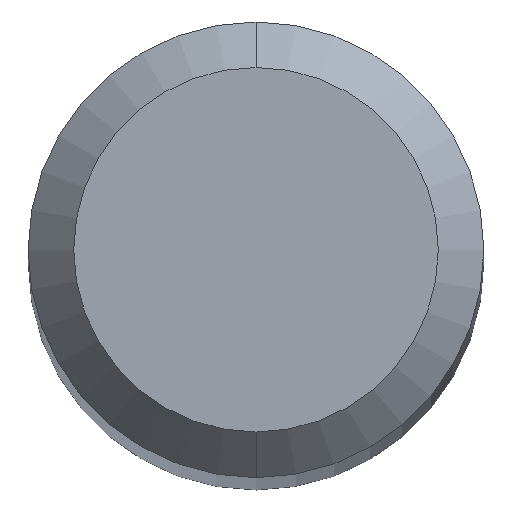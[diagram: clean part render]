
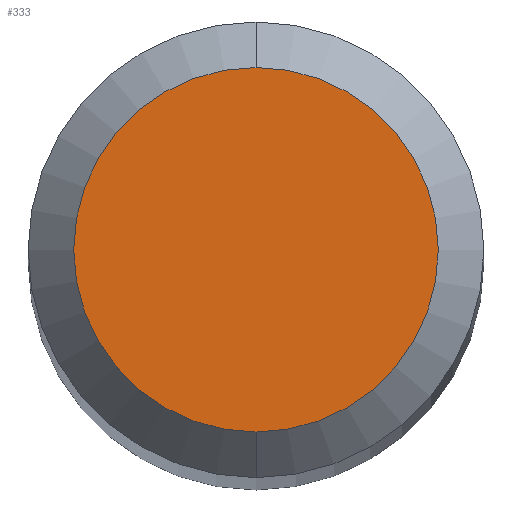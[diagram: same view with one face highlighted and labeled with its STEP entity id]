
A CAD part, top view. The second image highlights one B-rep face of the part: STEP entity #333.
In plain terms, the highlighted planar face has unit normal (0, 0, 1).
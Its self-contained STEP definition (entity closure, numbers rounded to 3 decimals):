
#181=EDGE_CURVE('',#219,#337,#488,.T.);
#199=EDGE_CURVE('',#337,#219,#507,.T.);
#219=VERTEX_POINT('',#529);
#333=ADVANCED_FACE('',(#655),#656,.T.);
#337=VERTEX_POINT('',#660);
#488=CIRCLE('',#822,1.2);
#507=CIRCLE('',#861,1.2);
#529=CARTESIAN_POINT('',(0.,-1.2,0.0));
#655=FACE_OUTER_BOUND('',#1191,.T.);
#656=PLANE('',#1192);
#660=CARTESIAN_POINT('',(0.0,1.2,0.0));
#822=AXIS2_PLACEMENT_3D('',#1447,#1448,#1449);
#861=AXIS2_PLACEMENT_3D('',#1462,#1463,#1464);
#1191=EDGE_LOOP('',(#1649,#1650));
#1192=AXIS2_PLACEMENT_3D('',#1651,#1652,#1653);
#1447=CARTESIAN_POINT('',(0.0,0.0,0.0));
#1448=DIRECTION('',(0.0,0.0,-1.0));
#1449=DIRECTION('',(0.0,1.0,0.0));
#1462=CARTESIAN_POINT('',(0.0,0.0,0.0));
#1463=DIRECTION('',(0.0,0.0,-1.0));
#1464=DIRECTION('',(0.0,1.0,0.0));
#1649=ORIENTED_EDGE('',*,*,#199,.F.);
#1650=ORIENTED_EDGE('',*,*,#181,.F.);
#1651=CARTESIAN_POINT('',(0.0,0.6,0.0));
#1652=DIRECTION('',(-0.0,0.0,1.0));
#1653=DIRECTION('',(0.0,-1.0,0.0));
